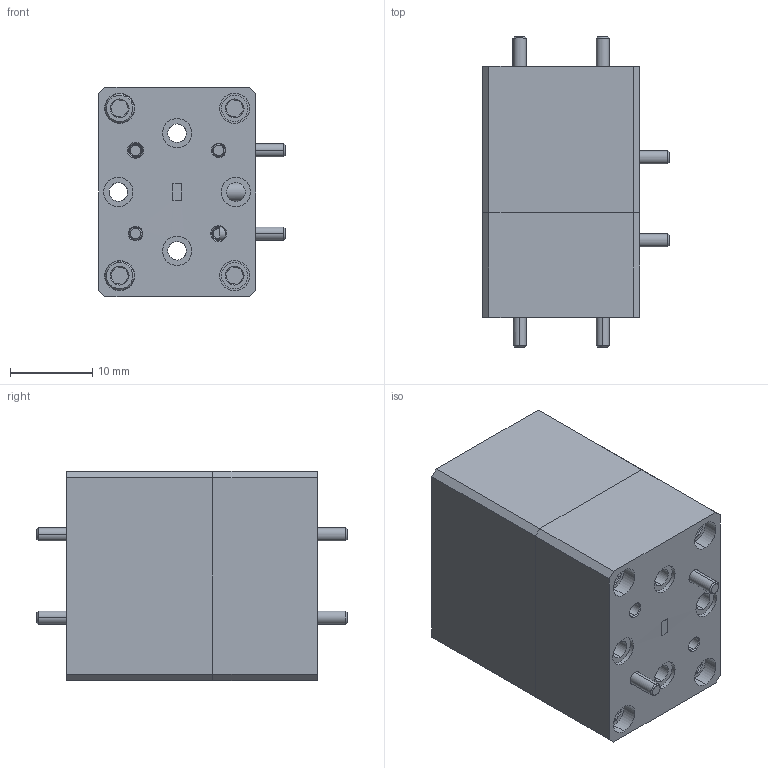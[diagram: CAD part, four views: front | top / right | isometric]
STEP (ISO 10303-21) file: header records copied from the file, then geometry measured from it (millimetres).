
FILE_DESCRIPTION (( 'STEP AP203' ), '1' );
FILE_NAME ('DMAT-08-101-1, df1.STEP', '2017-07-26T21:44:42', ( '' ), ( '' ), 'SwSTEP 2.0', 'SolidWorks 2013', '' );
FILE_SCHEMA (( 'CONFIG_CONTROL_DESIGN' ));
Length unit declared in the file: inch
Products named in the file (1): DMAT-08-101-1, df1
Bounding box: 22.67 x 37.72 x 25.4 mm (x, y, z)
Surface area: 4581.7 mm2 (no closed solid volume)
Topology: 0 solids, 12 shells, 229 faces, 553 edges, 349 vertices
Faces by surface type: cylinder 86, plane 74, cone 69
Entity records: 7472 total; most frequent: CARTESIAN_POINT 2090, DIRECTION 1152, ORIENTED_EDGE 974, EDGE_CURVE 553, AXIS2_PLACEMENT_3D 451, VERTEX_POINT 349, EDGE_LOOP 274, LINE 250
